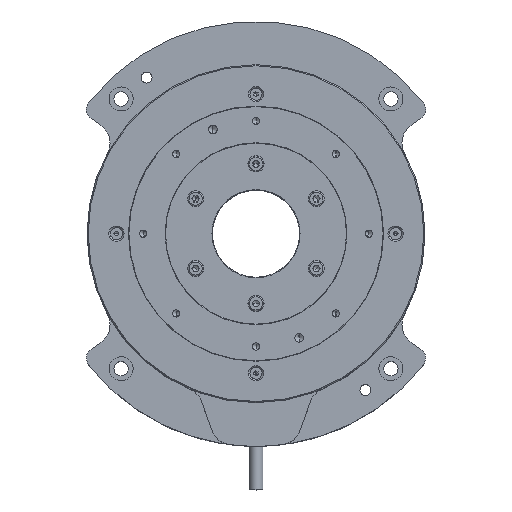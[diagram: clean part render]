
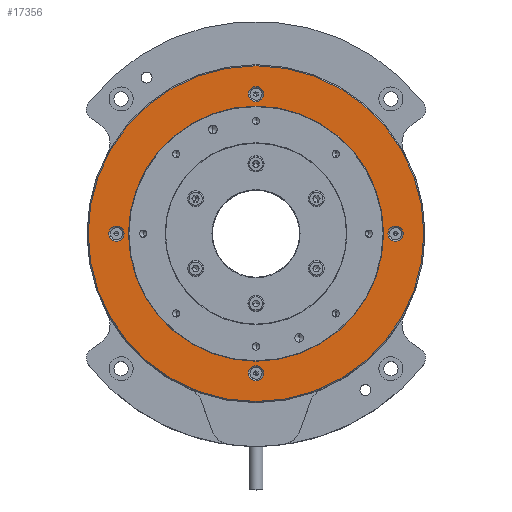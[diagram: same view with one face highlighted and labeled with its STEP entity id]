
A CAD part, top view. The second image highlights one B-rep face of the part: STEP entity #17356.
In plain terms, the highlighted face is planar.
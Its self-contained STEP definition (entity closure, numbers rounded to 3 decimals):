
#144 = ORIENTED_EDGE ( 'NONE', *, *, #6776, .F. ) ;
#260 = ORIENTED_EDGE ( 'NONE', *, *, #13178, .F. ) ;
#450 = EDGE_LOOP ( 'NONE', ( #17217, #6628 ) ) ;
#591 = CARTESIAN_POINT ( 'NONE',  ( 0., 0.5, 0. ) ) ;
#635 = AXIS2_PLACEMENT_3D ( 'NONE', #1076, #991, #14843 ) ;
#735 = DIRECTION ( 'NONE',  ( 0., -1., 0. ) ) ;
#991 = DIRECTION ( 'NONE',  ( 0., -1., 0. ) ) ;
#1027 = EDGE_LOOP ( 'NONE', ( #17453, #1799 ) ) ;
#1059 = CARTESIAN_POINT ( 'NONE',  ( 0., 0.5, 64. ) ) ;
#1076 = CARTESIAN_POINT ( 'NONE',  ( 58.5, 0.5, 0. ) ) ;
#1178 = DIRECTION ( 'NONE',  ( 0., -1., 0. ) ) ;
#1182 = CIRCLE ( 'NONE', #1743, 58.5 ) ;
#1188 = VERTEX_POINT ( 'NONE', #3107 ) ;
#1213 = DIRECTION ( 'NONE',  ( 0., -1., 0. ) ) ;
#1532 = DIRECTION ( 'NONE',  ( 0., -1., 0. ) ) ;
#1743 = AXIS2_PLACEMENT_3D ( 'NONE', #17205, #11515, #14590 ) ;
#1799 = ORIENTED_EDGE ( 'NONE', *, *, #4152, .F. ) ;
#1888 = CARTESIAN_POINT ( 'NONE',  ( -64., 0.5, 0. ) ) ;
#2078 = EDGE_LOOP ( 'NONE', ( #15519, #3954 ) ) ;
#2156 = FACE_BOUND ( 'NONE', #9429, .T. ) ;
#2207 = AXIS2_PLACEMENT_3D ( 'NONE', #4162, #1178, #14867 ) ;
#2453 = VERTEX_POINT ( 'NONE', #14194 ) ;
#2496 = DIRECTION ( 'NONE',  ( 0., 0., -1. ) ) ;
#2519 = CIRCLE ( 'NONE', #7683, 3.5 ) ;
#2546 = CIRCLE ( 'NONE', #4859, 3.5 ) ;
#2853 = DIRECTION ( 'NONE',  ( 1., 0., 0. ) ) ;
#3107 = CARTESIAN_POINT ( 'NONE',  ( 58.5, 0.5, 0. ) ) ;
#3181 = DIRECTION ( 'NONE',  ( 0., 0., -1. ) ) ;
#3438 = CARTESIAN_POINT ( 'NONE',  ( 64., 0.5, -3.5 ) ) ;
#3533 = VERTEX_POINT ( 'NONE', #3438 ) ;
#3546 = CIRCLE ( 'NONE', #16750, 3.5 ) ;
#3605 = FACE_BOUND ( 'NONE', #5384, .T. ) ;
#3727 = EDGE_CURVE ( 'NONE', #9381, #2453, #16857, .T. ) ;
#3815 = AXIS2_PLACEMENT_3D ( 'NONE', #5334, #1532, #6764 ) ;
#3954 = ORIENTED_EDGE ( 'NONE', *, *, #3727, .F. ) ;
#4080 = AXIS2_PLACEMENT_3D ( 'NONE', #11985, #735, #5137 ) ;
#4152 = EDGE_CURVE ( 'NONE', #6060, #3533, #14586, .T. ) ;
#4162 = CARTESIAN_POINT ( 'NONE',  ( 0., 0.5, -64. ) ) ;
#4210 = EDGE_LOOP ( 'NONE', ( #8504, #11199 ) ) ;
#4657 = DIRECTION ( 'NONE',  ( 1., 0., 0. ) ) ;
#4678 = EDGE_CURVE ( 'NONE', #14557, #12939, #2519, .T. ) ;
#4757 = DIRECTION ( 'NONE',  ( 0., -1., 0. ) ) ;
#4859 = AXIS2_PLACEMENT_3D ( 'NONE', #13989, #5888, #3181 ) ;
#4866 = DIRECTION ( 'NONE',  ( 0., -1., 0. ) ) ;
#5137 = DIRECTION ( 'NONE',  ( 0., 0., -1. ) ) ;
#5334 = CARTESIAN_POINT ( 'NONE',  ( 0., 0.5, 0. ) ) ;
#5384 = EDGE_LOOP ( 'NONE', ( #15864, #260 ) ) ;
#5572 = CARTESIAN_POINT ( 'NONE',  ( 0., 0.5, -60.5 ) ) ;
#5616 = EDGE_CURVE ( 'NONE', #3533, #6060, #2546, .T. ) ;
#5888 = DIRECTION ( 'NONE',  ( 0., -1., 0. ) ) ;
#5977 = VERTEX_POINT ( 'NONE', #17675 ) ;
#6060 = VERTEX_POINT ( 'NONE', #7112 ) ;
#6298 = CARTESIAN_POINT ( 'NONE',  ( -64., 0.5, 3.5 ) ) ;
#6628 = ORIENTED_EDGE ( 'NONE', *, *, #10639, .F. ) ;
#6630 = FACE_BOUND ( 'NONE', #450, .T. ) ;
#6764 = DIRECTION ( 'NONE',  ( 1., 0., 0. ) ) ;
#6776 = EDGE_CURVE ( 'NONE', #7188, #5977, #7031, .T. ) ;
#7031 = CIRCLE ( 'NONE', #14814, 3.5 ) ;
#7073 = VERTEX_POINT ( 'NONE', #13992 ) ;
#7112 = CARTESIAN_POINT ( 'NONE',  ( 64., 0.5, 3.5 ) ) ;
#7188 = VERTEX_POINT ( 'NONE', #16074 ) ;
#7522 = ORIENTED_EDGE ( 'NONE', *, *, #9196, .F. ) ;
#7683 = AXIS2_PLACEMENT_3D ( 'NONE', #1888, #4866, #11604 ) ;
#7730 = DIRECTION ( 'NONE',  ( 0., -1., 0. ) ) ;
#8504 = ORIENTED_EDGE ( 'NONE', *, *, #13050, .T. ) ;
#8941 = EDGE_CURVE ( 'NONE', #11581, #7073, #11611, .T. ) ;
#8980 = FACE_BOUND ( 'NONE', #2078, .T. ) ;
#9001 = CIRCLE ( 'NONE', #13605, 77. ) ;
#9196 = EDGE_CURVE ( 'NONE', #5977, #7188, #3546, .T. ) ;
#9381 = VERTEX_POINT ( 'NONE', #5572 ) ;
#9429 = EDGE_LOOP ( 'NONE', ( #144, #7522 ) ) ;
#9445 = CARTESIAN_POINT ( 'NONE',  ( 0., 0.5, 0. ) ) ;
#10246 = DIRECTION ( 'NONE',  ( 0., 0., -1. ) ) ;
#10310 = VERTEX_POINT ( 'NONE', #10769 ) ;
#10353 = PLANE ( 'NONE',  #635 ) ;
#10536 = FACE_BOUND ( 'NONE', #1027, .T. ) ;
#10639 = EDGE_CURVE ( 'NONE', #12939, #14557, #12981, .T. ) ;
#10769 = CARTESIAN_POINT ( 'NONE',  ( -58.5, 0.5, 0. ) ) ;
#10883 = DIRECTION ( 'NONE',  ( 0., -1., 0. ) ) ;
#10984 = CARTESIAN_POINT ( 'NONE',  ( -64., 0.5, -3.5 ) ) ;
#11199 = ORIENTED_EDGE ( 'NONE', *, *, #8941, .T. ) ;
#11515 = DIRECTION ( 'NONE',  ( 0., -1., 0. ) ) ;
#11567 = CARTESIAN_POINT ( 'NONE',  ( 0., 0.5, -64. ) ) ;
#11579 = DIRECTION ( 'NONE',  ( 0., -1., 0. ) ) ;
#11581 = VERTEX_POINT ( 'NONE', #14638 ) ;
#11604 = DIRECTION ( 'NONE',  ( 0., 0., -1. ) ) ;
#11611 = CIRCLE ( 'NONE', #3815, 77. ) ;
#11888 = CIRCLE ( 'NONE', #16485, 58.5 ) ;
#11985 = CARTESIAN_POINT ( 'NONE',  ( -64., 0.5, 0. ) ) ;
#12107 = CARTESIAN_POINT ( 'NONE',  ( 64., 0.5, 0. ) ) ;
#12939 = VERTEX_POINT ( 'NONE', #6298 ) ;
#12981 = CIRCLE ( 'NONE', #4080, 3.5 ) ;
#13050 = EDGE_CURVE ( 'NONE', #7073, #11581, #9001, .T. ) ;
#13178 = EDGE_CURVE ( 'NONE', #10310, #1188, #11888, .T. ) ;
#13205 = AXIS2_PLACEMENT_3D ( 'NONE', #11567, #4757, #10246 ) ;
#13605 = AXIS2_PLACEMENT_3D ( 'NONE', #9445, #10883, #2853 ) ;
#13767 = CIRCLE ( 'NONE', #13205, 3.5 ) ;
#13989 = CARTESIAN_POINT ( 'NONE',  ( 64., 0.5, 0. ) ) ;
#13992 = CARTESIAN_POINT ( 'NONE',  ( -77., 0.5, 0. ) ) ;
#14194 = CARTESIAN_POINT ( 'NONE',  ( 0., 0.5, -67.5 ) ) ;
#14557 = VERTEX_POINT ( 'NONE', #10984 ) ;
#14586 = CIRCLE ( 'NONE', #16578, 3.5 ) ;
#14590 = DIRECTION ( 'NONE',  ( 1., 0., 0. ) ) ;
#14638 = CARTESIAN_POINT ( 'NONE',  ( 77., 0.5, 0. ) ) ;
#14814 = AXIS2_PLACEMENT_3D ( 'NONE', #1059, #17261, #2496 ) ;
#14843 = DIRECTION ( 'NONE',  ( 1., 0., 0. ) ) ;
#14867 = DIRECTION ( 'NONE',  ( 0., 0., -1. ) ) ;
#15519 = ORIENTED_EDGE ( 'NONE', *, *, #17762, .F. ) ;
#15761 = CARTESIAN_POINT ( 'NONE',  ( 0., 0.5, 64. ) ) ;
#15853 = DIRECTION ( 'NONE',  ( 0., 0., -1. ) ) ;
#15864 = ORIENTED_EDGE ( 'NONE', *, *, #16137, .F. ) ;
#16026 = FACE_OUTER_BOUND ( 'NONE', #4210, .T. ) ;
#16074 = CARTESIAN_POINT ( 'NONE',  ( 0., 0.5, 60.5 ) ) ;
#16137 = EDGE_CURVE ( 'NONE', #1188, #10310, #1182, .T. ) ;
#16485 = AXIS2_PLACEMENT_3D ( 'NONE', #591, #11579, #4657 ) ;
#16578 = AXIS2_PLACEMENT_3D ( 'NONE', #12107, #1213, #17595 ) ;
#16750 = AXIS2_PLACEMENT_3D ( 'NONE', #15761, #7730, #15853 ) ;
#16857 = CIRCLE ( 'NONE', #2207, 3.5 ) ;
#17205 = CARTESIAN_POINT ( 'NONE',  ( 0., 0.5, 0. ) ) ;
#17217 = ORIENTED_EDGE ( 'NONE', *, *, #4678, .F. ) ;
#17261 = DIRECTION ( 'NONE',  ( 0., -1., 0. ) ) ;
#17356 = ADVANCED_FACE ( 'NONE', ( #2156, #10536, #8980, #6630, #16026, #3605 ), #10353, .T. ) ;
#17453 = ORIENTED_EDGE ( 'NONE', *, *, #5616, .F. ) ;
#17595 = DIRECTION ( 'NONE',  ( 0., 0., -1. ) ) ;
#17675 = CARTESIAN_POINT ( 'NONE',  ( 0., 0.5, 67.5 ) ) ;
#17762 = EDGE_CURVE ( 'NONE', #2453, #9381, #13767, .T. ) ;
